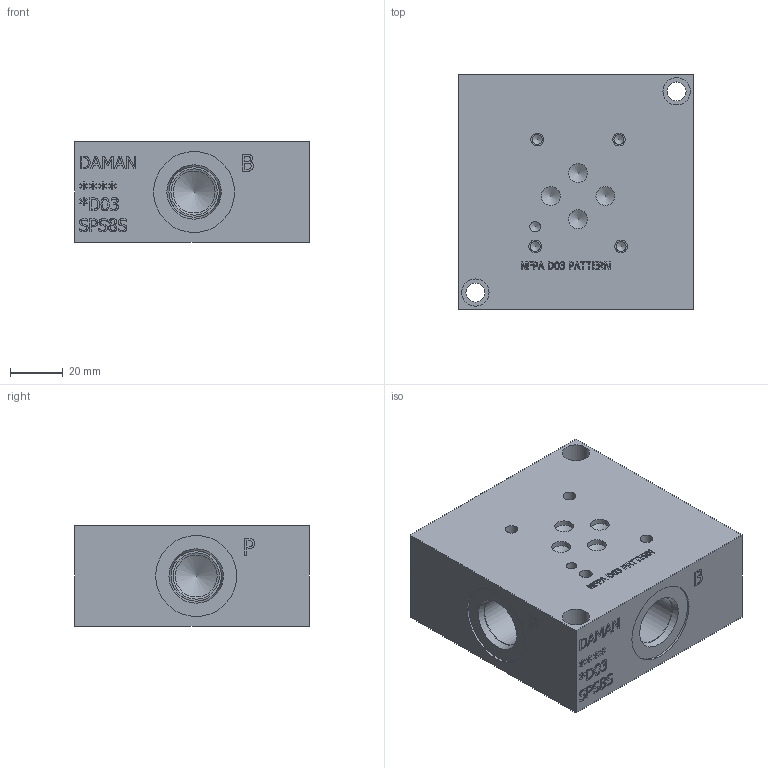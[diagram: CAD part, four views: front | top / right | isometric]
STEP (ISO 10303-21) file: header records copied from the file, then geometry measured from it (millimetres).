
FILE_DESCRIPTION(/* description */ (''),/* implementation_level */ '2;1');
FILE_NAME(/* name */ '_D03SPS8S.stp',/* time_stamp */ '2021-12-10T15:56:38-05:00',/* author */ ('bobbyh'),/* organization */ (''),/* preprocessor_version */ 'ST-DEVELOPER v18',/* originating_system */ 'Autodesk Inventor 2020',/* authorisation */ '');
FILE_SCHEMA (('AUTOMOTIVE_DESIGN { 1 0 10303 214 3 1 1 }'));
Length unit declared in the file: millimetre
Products named in the file (1): Part__D03SPS8S_3D
Bounding box: 88.9 x 88.9 x 38.1 mm (x, y, z)
Volume: 267959.8 mm3; surface area: 37975.4 mm2
Topology: 1 solids, 1 shells, 673 faces, 1836 edges, 1233 vertices
Faces by surface type: plane 405, bspline 206, cylinder 37, cone 25
Full cylindrical faces by diameter (mm): 3.785 x4, 3.962 x1, 4.826 x4, 7.137 x6, 10.312 x2, 15.875 x4, 17.501 x4, 19.05 x4, 19.253 x4, 30.632 x4
Entity records: 22779 total; most frequent: CARTESIAN_POINT 6408, ORIENTED_EDGE 3646, DIRECTION 2485, EDGE_CURVE 1823, LINE 1273, VECTOR 1273, VERTEX_POINT 1233, EDGE_LOOP 758
